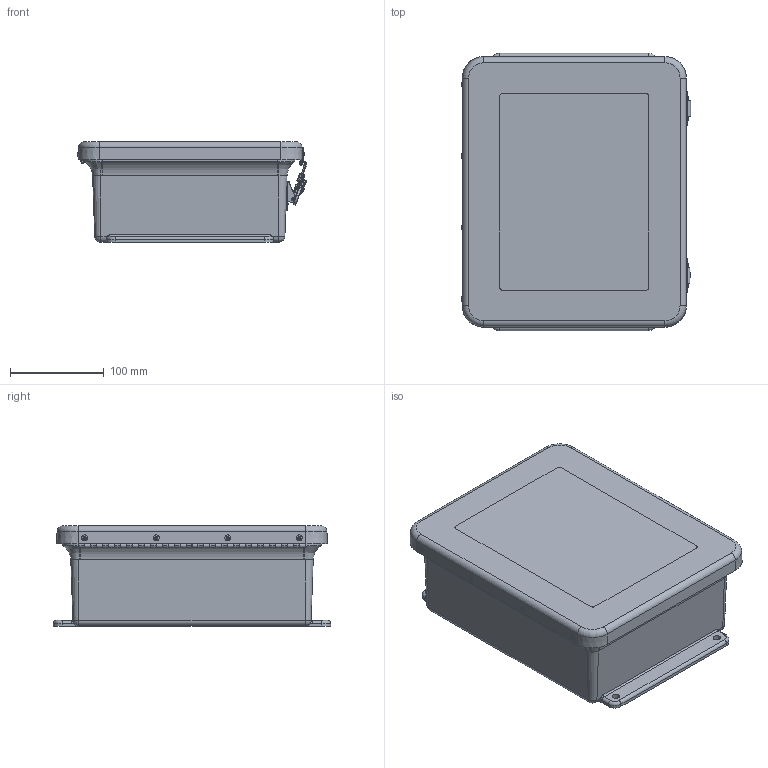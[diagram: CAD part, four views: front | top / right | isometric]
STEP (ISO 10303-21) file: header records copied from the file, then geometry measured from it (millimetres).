
FILE_DESCRIPTION(/* description */ (''),/* implementation_level */ '2;1');
FILE_NAME(/* name */ 'HW-J100804CHTLW.stp',/* time_stamp */ '2014-03-14T08:04:03-05:00',/* author */ ('pmescher'),/* organization */ (''),/* preprocessor_version */ 'ST-DEVELOPER v15.2',/* originating_system */ 'Autodesk Inventor 2014',/* authorisation */ '');
FILE_SCHEMA (('AUTOMOTIVE_DESIGN { 1 0 10303 214 3 1 1 }'));
Length unit declared in the file: inch
Products named in the file (29): J1008HL_5; RMINS45821P_73; RMINS45821P_74; RMINS45821P_75; RMINS45821P_76; J1008BHL; JW1008HLCVR; GASKET_1008; WINDOW_1008; WP1008HLU; RMHINGCOV9.5; RMHINGBOX9.5; RMHINGPIN9.5; RMHING9.5(J); RMRIV43; JONEA; JONEB; JONEC; JONED; JONEE; JONEF; JONEG; JONEH; JONEI; JONE; RMLATJLL150_3; RMLATJLL150_4; RMKEEPJLL150WT; JW1008HLL_STP
Bounding box: 243.98 x 295.27 x 107.17 mm (x, y, z)
Volume: 1111190.9 mm3; surface area: 558345.7 mm2
Topology: 49 solids, 49 shells, 1132 faces, 2853 edges, 1853 vertices
Faces by surface type: plane 504, cylinder 437, bspline 78, torus 52, cone 51, sphere 10
Full cylindrical faces by diameter (mm): 2.159 x39, 2.4 x2, 2.7 x4, 3 x2, 3.175 x16, 3.25 x2, 3.302 x4, 3.327 x8, 3.5 x2, 3.556 x16, 3.861 x5, 3.962 x7, 4.2 x4, 4.609 x2, 4.618 x2, 4.7 x2, 4.9 x2, 5 x4, 5.3 x2, 5.537 x4, 6.35 x16, 6.858 x4, 13.3 x2, 13.5 x2
Entity records: 30458 total; most frequent: CARTESIAN_POINT 10495, DIRECTION 4199, ORIENTED_EDGE 3772, EDGE_CURVE 1886, AXIS2_PLACEMENT_3D 1595, VERTEX_POINT 1293, EDGE_LOOP 1089, LINE 1009
